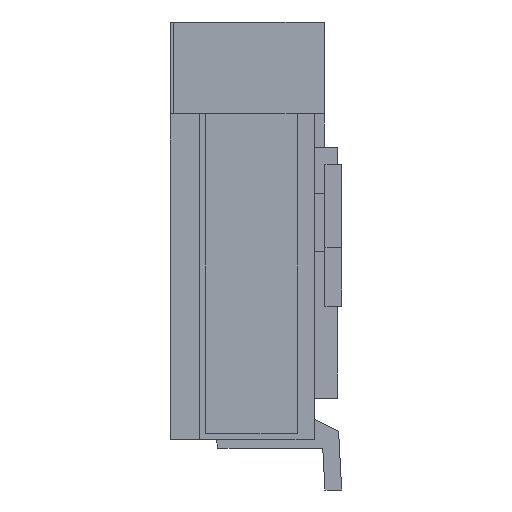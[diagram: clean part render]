
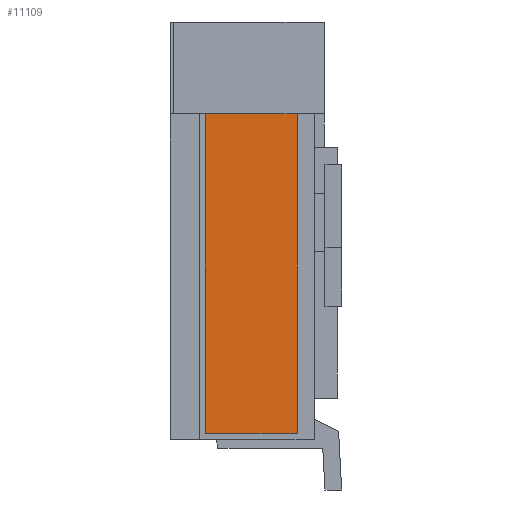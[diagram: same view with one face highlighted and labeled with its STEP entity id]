
A CAD part, left-side view. The second image highlights one B-rep face of the part: STEP entity #11109.
In plain terms, the highlighted planar face has unit normal (-1, 0, 0).
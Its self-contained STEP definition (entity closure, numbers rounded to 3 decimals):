
#641=DIRECTION('',(0.,1.,0.));
#642=VECTOR('',#641,1.1);
#643=CARTESIAN_POINT('',(-13.494,0.48,-1.099));
#644=LINE('',#643,#642);
#645=DIRECTION('',(0.,0.,1.));
#646=VECTOR('',#645,3.821);
#647=CARTESIAN_POINT('',(-13.494,0.48,-4.92));
#648=LINE('',#647,#646);
#649=DIRECTION('',(0.,0.,-1.));
#650=VECTOR('',#649,3.821);
#651=CARTESIAN_POINT('',(-13.494,1.58,-1.099));
#652=LINE('',#651,#650);
#661=DIRECTION('',(0.,-1.,0.));
#662=VECTOR('',#661,1.1);
#663=CARTESIAN_POINT('',(-13.494,1.58,-4.92));
#664=LINE('',#663,#662);
#9319=CARTESIAN_POINT('',(-13.494,0.48,-1.099));
#9320=CARTESIAN_POINT('',(-13.494,1.58,-1.099));
#9321=VERTEX_POINT('',#9319);
#9322=VERTEX_POINT('',#9320);
#9327=CARTESIAN_POINT('',(-13.494,0.48,-4.92));
#9328=VERTEX_POINT('',#9327);
#9333=CARTESIAN_POINT('',(-13.494,1.58,-4.92));
#9334=VERTEX_POINT('',#9333);
#11096=CARTESIAN_POINT('',(-13.494,1.03,-3.01));
#11097=DIRECTION('',(1.,0.,0.));
#11098=DIRECTION('',(0.,0.,1.));
#11099=AXIS2_PLACEMENT_3D('',#11096,#11097,#11098);
#11100=PLANE('',#11099);
#11101=ORIENTED_EDGE('',*,*,#11041,.F.);
#11103=ORIENTED_EDGE('',*,*,#11102,.F.);
#11105=ORIENTED_EDGE('',*,*,#11104,.F.);
#11106=ORIENTED_EDGE('',*,*,#11089,.F.);
#11107=EDGE_LOOP('',(#11101,#11103,#11105,#11106));
#11108=FACE_OUTER_BOUND('',#11107,.F.);
#11109=ADVANCED_FACE('',(#11108),#11100,.F.);
#11041=EDGE_CURVE('',#9321,#9322,#644,.T.);
#11089=EDGE_CURVE('',#9322,#9334,#652,.T.);
#11102=EDGE_CURVE('',#9328,#9321,#648,.T.);
#11104=EDGE_CURVE('',#9334,#9328,#664,.T.);
